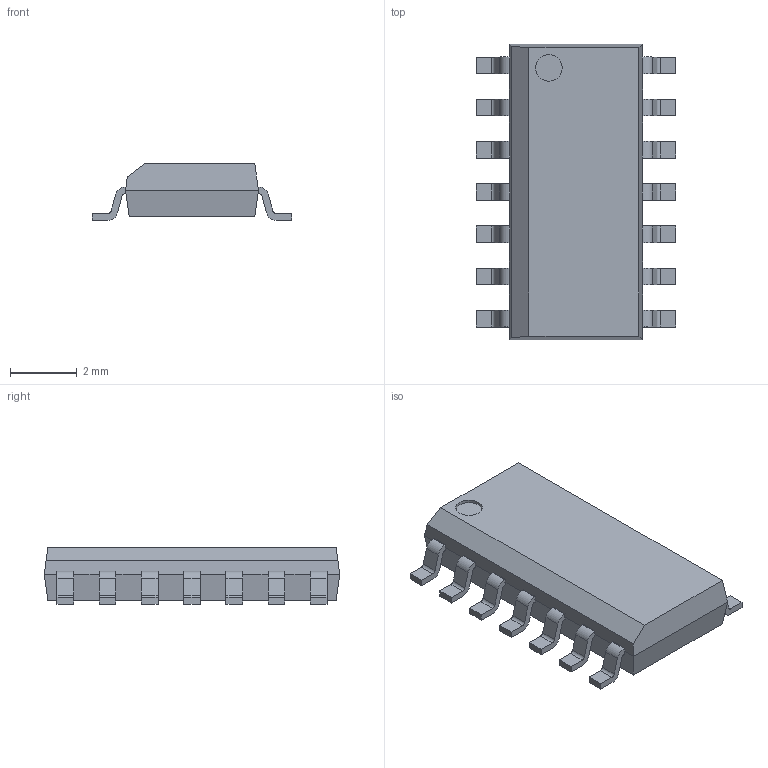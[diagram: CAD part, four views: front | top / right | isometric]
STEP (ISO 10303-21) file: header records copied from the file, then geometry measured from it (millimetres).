
FILE_DESCRIPTION((''),'2;1');
FILE_NAME('SOIC127P600-14 (SO-14).stp','2013-03-19T09:51:52',('yvshub'),(''),'Autodesk Inventor 2011','Autodesk Inventor 2011','');
FILE_SCHEMA(('AUTOMOTIVE_DESIGN { 1 0 10303 214 1 1 1 1 }'));
Length unit declared in the file: millimetre
Products named in the file (1): SOIC127P600-14 (SO-14)
Bounding box: 6 x 8.89 x 1.7 mm (x, y, z)
Volume: 55.9 mm3; surface area: 134.7 mm2
Topology: 1 solids, 1 shells, 195 faces, 572 edges, 380 vertices
Faces by surface type: plane 138, cylinder 57
Full cylindrical faces by diameter (mm): 0.8 x1
Entity records: 6697 total; most frequent: CARTESIAN_POINT 1147, ORIENTED_EDGE 1142, DIRECTION 1077, EDGE_CURVE 571, VECTOR 457, LINE 457, VERTEX_POINT 380, AXIS2_PLACEMENT_3D 310
